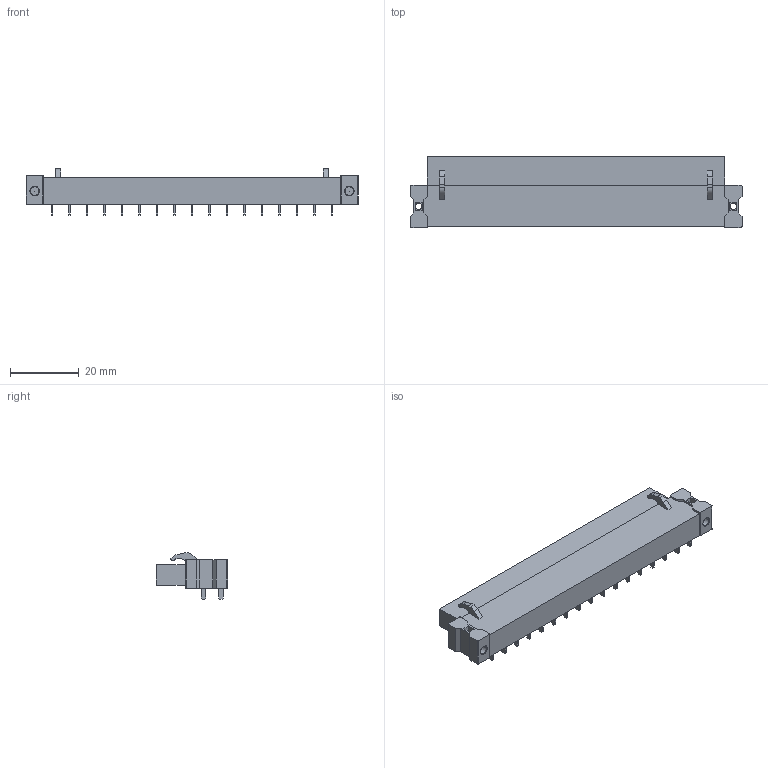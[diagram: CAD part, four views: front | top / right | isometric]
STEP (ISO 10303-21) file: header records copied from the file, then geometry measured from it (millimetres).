
FILE_DESCRIPTION(('CATIA V5 STEP Exchange','CAx-IF Rec.Pracs.--- Model Styling and Organization---1.2---2011-12-15'),'2;1');
FILE_NAME ('D1457330_0_1843900000_1843900000.stp','2018-09-01T03:07:00+00:00',('none'),('Weidmueller'),'CATIA Version 5-6 Release 2014','CATIA V5 STEP AP214','none');
FILE_SCHEMA(('AUTOMOTIVE_DESIGN { 1 0 10303 214 1 1 1 1 }'));
Length unit declared in the file: millimetre
Products named in the file (1): 1843900000
Bounding box: 96.52 x 20.65 x 13.48 mm (x, y, z)
Volume: 12959.7 mm3; surface area: 6610 mm2
Topology: 35 solids, 35 shells, 625 faces, 1472 edges, 978 vertices
Faces by surface type: plane 541, cylinder 42, cone 42
Entity records: 16130 total; most frequent: ORIENTED_EDGE 2944, CARTESIAN_POINT 2793, DIRECTION 2156, EDGE_CURVE 1472, VECTOR 1312, LINE 1312, VERTEX_POINT 978, EDGE_LOOP 698
